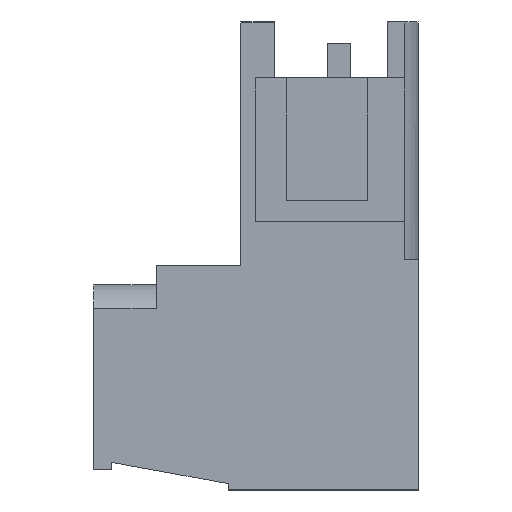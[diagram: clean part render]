
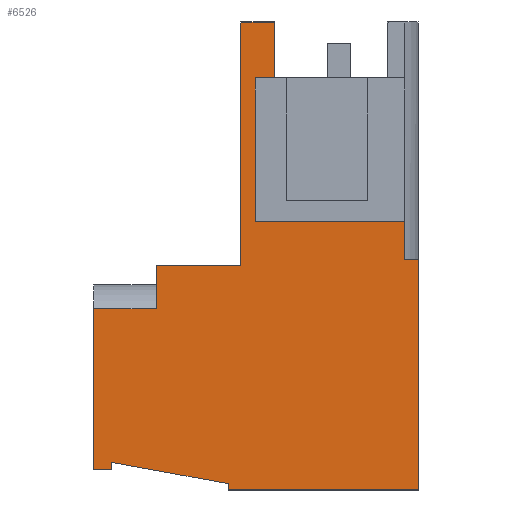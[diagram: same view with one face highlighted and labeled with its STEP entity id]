
A CAD part, left-side view. The second image highlights one B-rep face of the part: STEP entity #6526.
In plain terms, the highlighted planar face has unit normal (-1, 0, 0).
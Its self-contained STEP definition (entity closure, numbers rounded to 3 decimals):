
#3284=AXIS2_PLACEMENT_3D('Plane Axis2P3D',#3281,#3282,#3283) ;
#3266=CARTESIAN_POINT('Vertex',(0.98,6.785,19.415)) ;
#3281=CARTESIAN_POINT('Axis2P3D Location',(0.98,3.66,22.05)) ;
#3386=CARTESIAN_POINT('Vertex',(0.98,0.65,12.635)) ;
#3389=CARTESIAN_POINT('Line Origine',(0.98,0.65,11.743)) ;
#3393=CARTESIAN_POINT('Vertex',(0.98,0.65,10.85)) ;
#3451=CARTESIAN_POINT('Vertex',(0.98,6.785,22.05)) ;
#3454=CARTESIAN_POINT('Line Origine',(0.98,6.785,20.732)) ;
#4429=CARTESIAN_POINT('Line Origine',(0.98,7.23,19.415)) ;
#4433=CARTESIAN_POINT('Vertex',(0.98,7.675,19.415)) ;
#6305=CARTESIAN_POINT('Line Origine',(0.98,0.325,10.85)) ;
#6309=CARTESIAN_POINT('Vertex',(0.98,0.,10.85)) ;
#6404=CARTESIAN_POINT('Vertex',(0.98,7.675,12.635)) ;
#6407=CARTESIAN_POINT('Line Origine',(0.98,4.163,12.635)) ;
#6419=CARTESIAN_POINT('Line Origine',(0.98,7.675,16.025)) ;
#6424=CARTESIAN_POINT('Line Origine',(0.98,7.575,22.05)) ;
#6428=CARTESIAN_POINT('Vertex',(0.98,8.365,22.05)) ;
#6431=CARTESIAN_POINT('Line Origine',(0.98,8.365,16.318)) ;
#6435=CARTESIAN_POINT('Vertex',(0.98,8.365,10.586)) ;
#6438=CARTESIAN_POINT('Line Origine',(0.98,10.358,10.586)) ;
#6442=CARTESIAN_POINT('Vertex',(0.98,12.35,10.586)) ;
#6445=CARTESIAN_POINT('Line Origine',(0.98,12.35,9.568)) ;
#6449=CARTESIAN_POINT('Vertex',(0.98,12.35,8.55)) ;
#6452=CARTESIAN_POINT('Line Origine',(0.98,13.825,8.55)) ;
#6456=CARTESIAN_POINT('Vertex',(0.98,15.3,8.55)) ;
#6459=CARTESIAN_POINT('Line Origine',(0.98,15.3,4.75)) ;
#6463=CARTESIAN_POINT('Vertex',(0.98,15.3,0.95)) ;
#6466=CARTESIAN_POINT('Line Origine',(0.98,14.875,0.95)) ;
#6470=CARTESIAN_POINT('Vertex',(0.98,14.45,0.95)) ;
#6473=CARTESIAN_POINT('Line Origine',(0.98,14.45,1.127)) ;
#6477=CARTESIAN_POINT('Vertex',(0.98,14.45,1.303)) ;
#6480=CARTESIAN_POINT('Line Origine',(0.98,11.705,0.801)) ;
#6484=CARTESIAN_POINT('Vertex',(0.98,8.961,0.299)) ;
#6487=CARTESIAN_POINT('Line Origine',(0.98,8.961,0.149)) ;
#6491=CARTESIAN_POINT('Vertex',(0.98,8.961,0.)) ;
#6494=CARTESIAN_POINT('Line Origine',(0.98,4.48,0.)) ;
#6498=CARTESIAN_POINT('Vertex',(0.98,0.,0.)) ;
#6501=CARTESIAN_POINT('Line Origine',(0.98,0.,5.425)) ;
#3282=DIRECTION('Axis2P3D Direction',(1.,0.,0.)) ;
#3283=DIRECTION('Axis2P3D XDirection',(0.,1.,0.)) ;
#3390=DIRECTION('Vector Direction',(0.,0.,-1.)) ;
#3455=DIRECTION('Vector Direction',(0.,0.,1.)) ;
#4430=DIRECTION('Vector Direction',(0.,-1.,0.)) ;
#6306=DIRECTION('Vector Direction',(0.,-1.,0.)) ;
#6408=DIRECTION('Vector Direction',(0.,-1.,0.)) ;
#6420=DIRECTION('Vector Direction',(0.,0.,-1.)) ;
#6425=DIRECTION('Vector Direction',(0.,-1.,0.)) ;
#6432=DIRECTION('Vector Direction',(0.,0.,-1.)) ;
#6439=DIRECTION('Vector Direction',(0.,-1.,0.)) ;
#6446=DIRECTION('Vector Direction',(0.,0.,1.)) ;
#6453=DIRECTION('Vector Direction',(0.,-1.,0.)) ;
#6460=DIRECTION('Vector Direction',(0.,0.,1.)) ;
#6467=DIRECTION('Vector Direction',(0.,1.,0.)) ;
#6474=DIRECTION('Vector Direction',(0.,0.,-1.)) ;
#6481=DIRECTION('Vector Direction',(0.,-0.984,-0.18)) ;
#6488=DIRECTION('Vector Direction',(0.,0.,-1.)) ;
#6495=DIRECTION('Vector Direction',(0.,-1.,0.)) ;
#6502=DIRECTION('Vector Direction',(0.,0.,-1.)) ;
#3391=VECTOR('Line Direction',#3390,1.) ;
#3456=VECTOR('Line Direction',#3455,1.) ;
#4431=VECTOR('Line Direction',#4430,1.) ;
#6307=VECTOR('Line Direction',#6306,1.) ;
#6409=VECTOR('Line Direction',#6408,1.) ;
#6421=VECTOR('Line Direction',#6420,1.) ;
#6426=VECTOR('Line Direction',#6425,1.) ;
#6433=VECTOR('Line Direction',#6432,1.) ;
#6440=VECTOR('Line Direction',#6439,1.) ;
#6447=VECTOR('Line Direction',#6446,1.) ;
#6454=VECTOR('Line Direction',#6453,1.) ;
#6461=VECTOR('Line Direction',#6460,1.) ;
#6468=VECTOR('Line Direction',#6467,1.) ;
#6475=VECTOR('Line Direction',#6474,1.) ;
#6482=VECTOR('Line Direction',#6481,1.) ;
#6489=VECTOR('Line Direction',#6488,1.) ;
#6496=VECTOR('Line Direction',#6495,1.) ;
#6503=VECTOR('Line Direction',#6502,1.) ;
#6507=ORIENTED_EDGE('',*,*,#6411,.F.) ;
#6508=ORIENTED_EDGE('',*,*,#6423,.T.) ;
#6509=ORIENTED_EDGE('',*,*,#4435,.T.) ;
#6510=ORIENTED_EDGE('',*,*,#3458,.T.) ;
#6511=ORIENTED_EDGE('',*,*,#6430,.F.) ;
#6512=ORIENTED_EDGE('',*,*,#6437,.T.) ;
#6513=ORIENTED_EDGE('',*,*,#6444,.F.) ;
#6514=ORIENTED_EDGE('',*,*,#6451,.F.) ;
#6515=ORIENTED_EDGE('',*,*,#6458,.F.) ;
#6516=ORIENTED_EDGE('',*,*,#6465,.F.) ;
#6517=ORIENTED_EDGE('',*,*,#6472,.F.) ;
#6518=ORIENTED_EDGE('',*,*,#6479,.F.) ;
#6519=ORIENTED_EDGE('',*,*,#6486,.T.) ;
#6520=ORIENTED_EDGE('',*,*,#6493,.T.) ;
#6521=ORIENTED_EDGE('',*,*,#6500,.T.) ;
#6522=ORIENTED_EDGE('',*,*,#6505,.F.) ;
#6523=ORIENTED_EDGE('',*,*,#6311,.F.) ;
#6524=ORIENTED_EDGE('',*,*,#3395,.F.) ;
#6526=ADVANCED_FACE('HOUSING',(#6525),#3285,.F.) ;
#3395=EDGE_CURVE('',#3387,#3394,#3392,.T.) ;
#3458=EDGE_CURVE('',#3267,#3452,#3457,.T.) ;
#4435=EDGE_CURVE('',#4434,#3267,#4432,.T.) ;
#6311=EDGE_CURVE('',#3394,#6310,#6308,.T.) ;
#6411=EDGE_CURVE('',#6405,#3387,#6410,.T.) ;
#6423=EDGE_CURVE('',#6405,#4434,#6422,.F.) ;
#6430=EDGE_CURVE('',#6429,#3452,#6427,.T.) ;
#6437=EDGE_CURVE('',#6429,#6436,#6434,.T.) ;
#6444=EDGE_CURVE('',#6443,#6436,#6441,.T.) ;
#6451=EDGE_CURVE('',#6450,#6443,#6448,.T.) ;
#6458=EDGE_CURVE('',#6457,#6450,#6455,.T.) ;
#6465=EDGE_CURVE('',#6464,#6457,#6462,.T.) ;
#6472=EDGE_CURVE('',#6471,#6464,#6469,.T.) ;
#6479=EDGE_CURVE('',#6478,#6471,#6476,.T.) ;
#6486=EDGE_CURVE('',#6478,#6485,#6483,.T.) ;
#6493=EDGE_CURVE('',#6485,#6492,#6490,.T.) ;
#6500=EDGE_CURVE('',#6492,#6499,#6497,.T.) ;
#6505=EDGE_CURVE('',#6310,#6499,#6504,.T.) ;
#6506=EDGE_LOOP('',(#6507,#6508,#6509,#6510,#6511,#6512,#6513,#6514,#6515,#6516,#6517,#6518,#6519,#6520,#6521,#6522,#6523,#6524)) ;
#6525=FACE_OUTER_BOUND('',#6506,.T.) ;
#3392=LINE('Line',#3389,#3391) ;
#3457=LINE('Line',#3454,#3456) ;
#4432=LINE('Line',#4429,#4431) ;
#6308=LINE('Line',#6305,#6307) ;
#6410=LINE('Line',#6407,#6409) ;
#6422=LINE('Line',#6419,#6421) ;
#6427=LINE('Line',#6424,#6426) ;
#6434=LINE('Line',#6431,#6433) ;
#6441=LINE('Line',#6438,#6440) ;
#6448=LINE('Line',#6445,#6447) ;
#6455=LINE('Line',#6452,#6454) ;
#6462=LINE('Line',#6459,#6461) ;
#6469=LINE('Line',#6466,#6468) ;
#6476=LINE('Line',#6473,#6475) ;
#6483=LINE('Line',#6480,#6482) ;
#6490=LINE('Line',#6487,#6489) ;
#6497=LINE('Line',#6494,#6496) ;
#6504=LINE('Line',#6501,#6503) ;
#3285=PLANE('',#3284) ;
#3267=VERTEX_POINT('',#3266) ;
#3387=VERTEX_POINT('',#3386) ;
#3394=VERTEX_POINT('',#3393) ;
#3452=VERTEX_POINT('',#3451) ;
#4434=VERTEX_POINT('',#4433) ;
#6310=VERTEX_POINT('',#6309) ;
#6405=VERTEX_POINT('',#6404) ;
#6429=VERTEX_POINT('',#6428) ;
#6436=VERTEX_POINT('',#6435) ;
#6443=VERTEX_POINT('',#6442) ;
#6450=VERTEX_POINT('',#6449) ;
#6457=VERTEX_POINT('',#6456) ;
#6464=VERTEX_POINT('',#6463) ;
#6471=VERTEX_POINT('',#6470) ;
#6478=VERTEX_POINT('',#6477) ;
#6485=VERTEX_POINT('',#6484) ;
#6492=VERTEX_POINT('',#6491) ;
#6499=VERTEX_POINT('',#6498) ;
